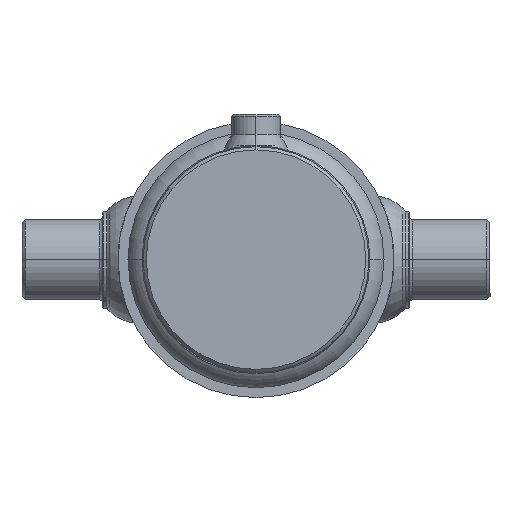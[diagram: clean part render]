
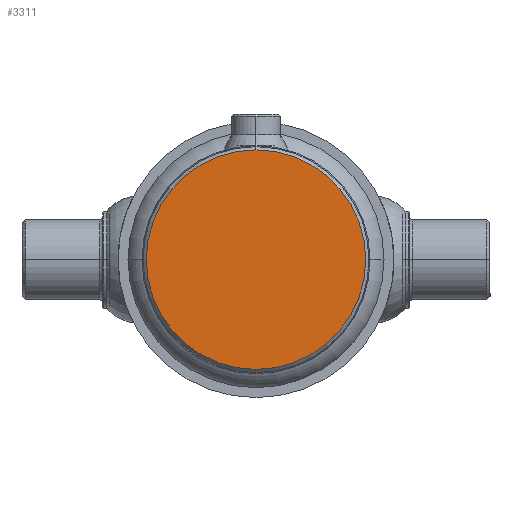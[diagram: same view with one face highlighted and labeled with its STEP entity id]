
A CAD part, left-side view. The second image highlights one B-rep face of the part: STEP entity #3311.
In plain terms, the highlighted planar face has unit normal (-1, 0, 0).
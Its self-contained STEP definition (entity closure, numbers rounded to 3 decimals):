
#581 = ORIENTED_EDGE ( 'NONE', *, *, #763, .T. ) ;
#763 = EDGE_CURVE ( 'NONE', #2348, #2596, #1692, .T. ) ;
#804 = AXIS2_PLACEMENT_3D ( 'NONE', #2845, #3557, #1527 ) ;
#1080 = DIRECTION ( 'NONE',  ( -1., 0., 0. ) ) ;
#1269 = EDGE_CURVE ( 'NONE', #2596, #2348, #3628, .T. ) ;
#1527 = DIRECTION ( 'NONE',  ( 0., 0., -1. ) ) ;
#1692 = CIRCLE ( 'NONE', #2514, 68. ) ;
#1828 = CARTESIAN_POINT ( 'NONE',  ( -30., 0., 0. ) ) ;
#2104 = DIRECTION ( 'NONE',  ( 0., 0., -1. ) ) ;
#2128 = AXIS2_PLACEMENT_3D ( 'NONE', #3131, #1080, #2104 ) ;
#2271 = ORIENTED_EDGE ( 'NONE', *, *, #1269, .T. ) ;
#2334 = CARTESIAN_POINT ( 'NONE',  ( -30., 0., 68. ) ) ;
#2348 = VERTEX_POINT ( 'NONE', #2334 ) ;
#2514 = AXIS2_PLACEMENT_3D ( 'NONE', #1828, #3563, #2735 ) ;
#2596 = VERTEX_POINT ( 'NONE', #4516 ) ;
#2702 = EDGE_LOOP ( 'NONE', ( #2271, #581 ) ) ;
#2735 = DIRECTION ( 'NONE',  ( 0., 0., -1. ) ) ;
#2845 = CARTESIAN_POINT ( 'NONE',  ( -30., 0., 0. ) ) ;
#3131 = CARTESIAN_POINT ( 'NONE',  ( -30., 0., 0. ) ) ;
#3213 = PLANE ( 'NONE',  #804 ) ;
#3240 = FACE_OUTER_BOUND ( 'NONE', #2702, .T. ) ;
#3311 = ADVANCED_FACE ( 'NONE', ( #3240 ), #3213, .F. ) ;
#3557 = DIRECTION ( 'NONE',  ( 1., 0., 0. ) ) ;
#3563 = DIRECTION ( 'NONE',  ( -1., 0., 0. ) ) ;
#3628 = CIRCLE ( 'NONE', #2128, 68. ) ;
#4516 = CARTESIAN_POINT ( 'NONE',  ( -30., 0., -68. ) ) ;
